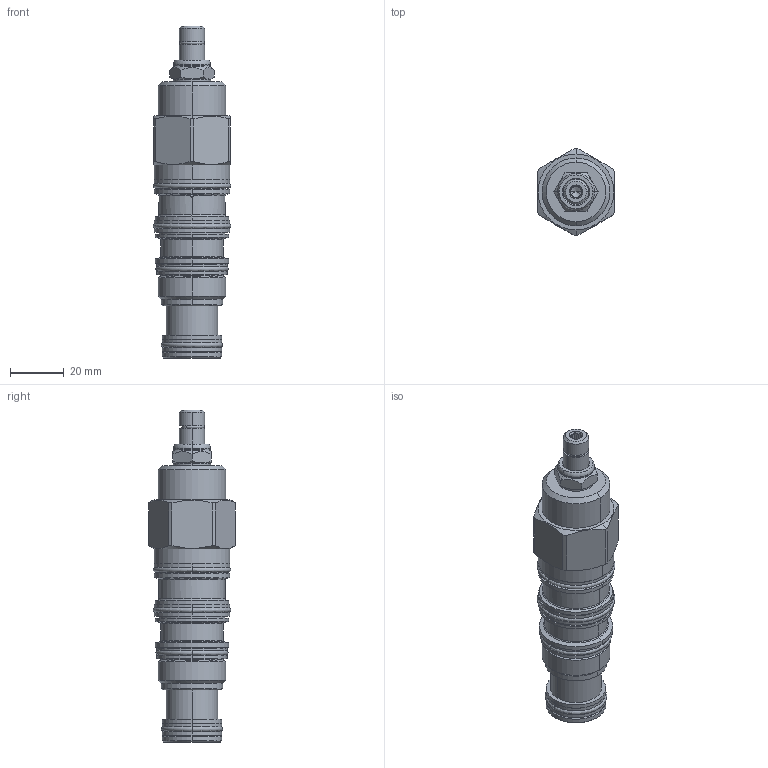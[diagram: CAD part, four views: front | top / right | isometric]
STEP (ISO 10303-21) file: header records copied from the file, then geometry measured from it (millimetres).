
FILE_DESCRIPTION((''),'2;1');
FILE_NAME('PVFA-LAN_PRT','2017-06-22T',('Administrator'),(''),'PRO/ENGINEER BY PARAMETRIC TECHNOLOGY CORPORATION, 2006240','PRO/ENGINEER BY PARAMETRIC TECHNOLOGY CORPORATION, 2006240','');
FILE_SCHEMA(('CONFIG_CONTROL_DESIGN'));
Length unit declared in the file: inch
Products named in the file (1): PVFA-LAN_PRT
Bounding box: 28.8 x 32.21 x 123.28 mm (x, y, z)
Volume: 54425.4 mm3; surface area: 14940.1 mm2
Topology: 7 solids, 7 shells, 241 faces, 534 edges, 318 vertices
Faces by surface type: cylinder 85, plane 60, cone 44, torus 36, revolution 16
Entity records: 8446 total; most frequent: CARTESIAN_POINT 3013, DIRECTION 1204, ORIENTED_EDGE 1060, EDGE_CURVE 530, AXIS2_PLACEMENT_3D 507, VERTEX_POINT 318, CIRCLE 282, EDGE_LOOP 268
